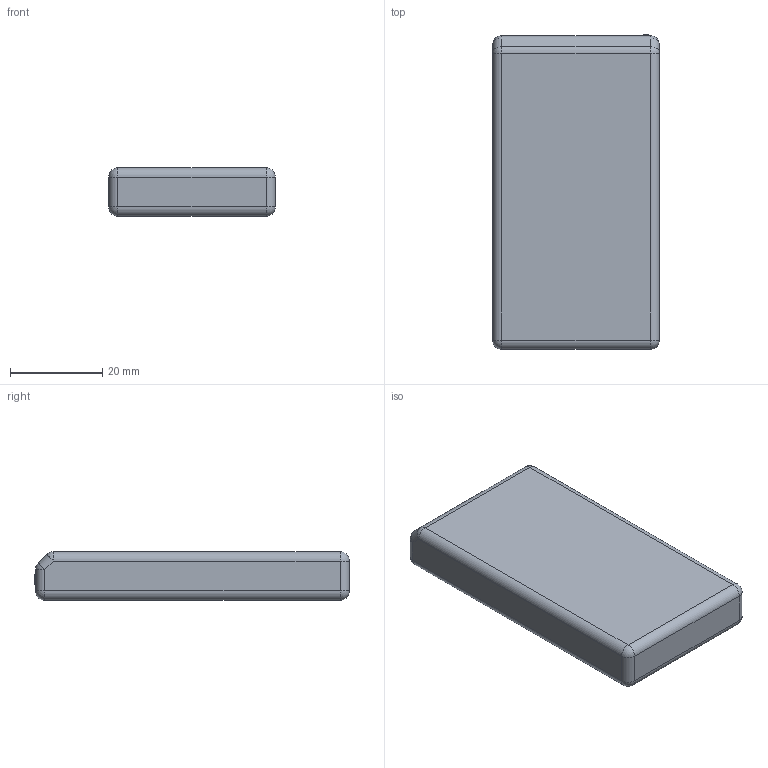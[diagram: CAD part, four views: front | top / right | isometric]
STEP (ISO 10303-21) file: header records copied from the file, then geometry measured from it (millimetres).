
FILE_DESCRIPTION(/* description */ (''),/* implementation_level */ '2;1');
FILE_NAME(/* name */ '3000mah battery v4.step',/* time_stamp */ '2021-08-09T19:16:32+03:00',/* author */ (''),/* organization */ (''),/* preprocessor_version */ 'ST-DEVELOPER v18.1',/* originating_system */ 'Autodesk Translation Framework v10.9.0.1377',/* authorisation */ '');
FILE_SCHEMA (('AUTOMOTIVE_DESIGN { 1 0 10303 214 3 1 1 }'));
Length unit declared in the file: millimetre
Products named in the file (1): 3000mah battery
Bounding box: 36.1 x 68.2 x 10.5 mm (x, y, z)
Volume: 25257 mm3; surface area: 6657.6 mm2
Topology: 3 solids, 3 shells, 38 faces, 66 edges, 34 vertices
Faces by surface type: cylinder 17, plane 11, sphere 10
Full cylindrical faces by diameter (mm): 1 x2
Entity records: 936 total; most frequent: DIRECTION 178, CARTESIAN_POINT 139, ORIENTED_EDGE 132, AXIS2_PLACEMENT_3D 73, EDGE_CURVE 66, FACE_OUTER_BOUND 38, EDGE_LOOP 38, ADVANCED_FACE 38
